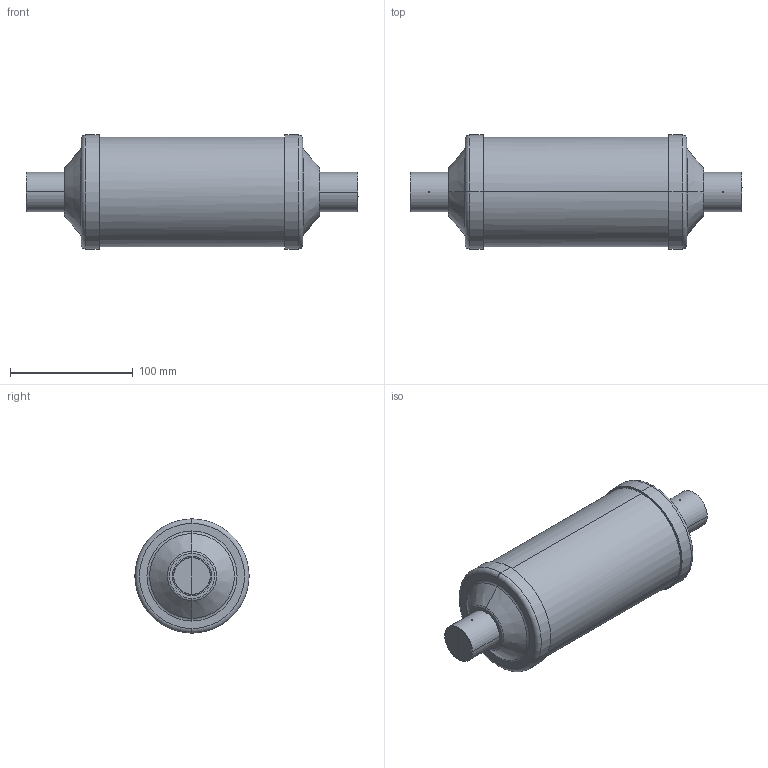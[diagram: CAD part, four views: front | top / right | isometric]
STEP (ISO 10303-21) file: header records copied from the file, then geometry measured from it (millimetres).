
FILE_DESCRIPTION (( 'STEP AP203' ), '1' );
FILE_NAME ('023B7137R - DFL 419s TW.STEP', '2022-11-11T11:29:08', ( '' ), ( '' ), 'SwSTEP 2.0', 'SolidWorks 2020', '' );
FILE_SCHEMA (( 'CONFIG_CONTROL_DESIGN' ));
Length unit declared in the file: millimetre
Products named in the file (1): 023B7137R - DFL 419s TW
Bounding box: 270 x 92.9 x 92.9 mm (x, y, z)
Volume: 1236256.3 mm3; surface area: 71543.1 mm2
Topology: 1 solids, 2 shells, 54 faces, 120 edges, 76 vertices
Faces by surface type: cone 16, torus 14, cylinder 10, plane 10, sphere 4
Entity records: 2041 total; most frequent: CARTESIAN_POINT 769, DIRECTION 266, ORIENTED_EDGE 232, AXIS2_PLACEMENT_3D 119, EDGE_CURVE 116, VERTEX_POINT 76, EDGE_LOOP 66, CIRCLE 64
